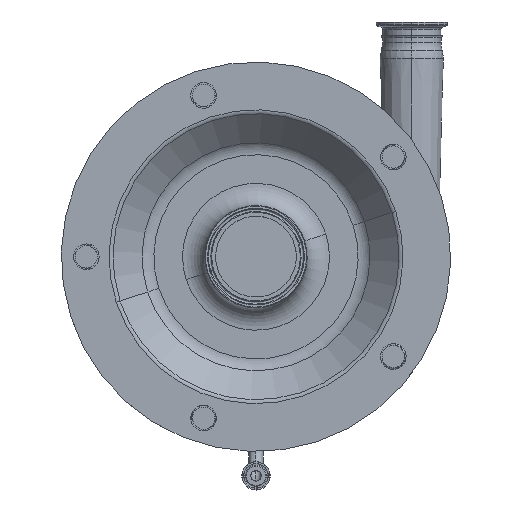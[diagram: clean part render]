
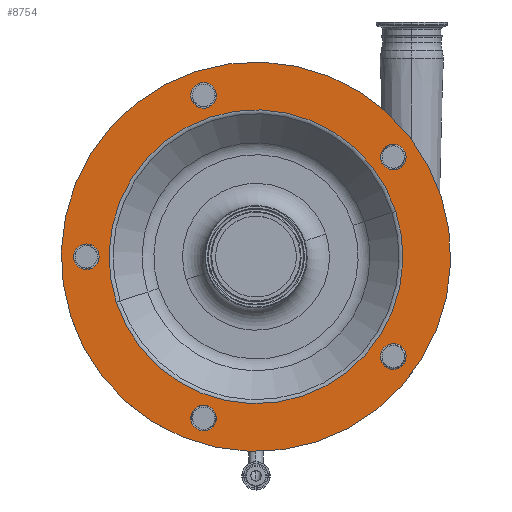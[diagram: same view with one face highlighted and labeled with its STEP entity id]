
A CAD part, top view. The second image highlights one B-rep face of the part: STEP entity #8754.
In plain terms, the highlighted planar face has unit normal (0, 0, 1).
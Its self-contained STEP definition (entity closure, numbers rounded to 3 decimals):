
#82 = CIRCLE ( 'NONE', #11993, 11.5 ) ;
#165 = DIRECTION ( 'NONE',  ( 0.951, 0.309, 0. ) ) ;
#347 = CARTESIAN_POINT ( 'NONE',  ( -166.435, -54.078, 321.5 ) ) ;
#375 = CARTESIAN_POINT ( 'NONE',  ( 0., 0., 321.5 ) ) ;
#413 = VERTEX_POINT ( 'NONE', #12790 ) ;
#474 = EDGE_CURVE ( 'NONE', #5118, #11223, #3770, .T. ) ;
#541 = CARTESIAN_POINT ( 'NONE',  ( 0., 0., 321.5 ) ) ;
#770 = DIRECTION ( 'NONE',  ( 0., 0., 1. ) ) ;
#1030 = CIRCLE ( 'NONE', #3899, 11.5 ) ;
#1164 = DIRECTION ( 'NONE',  ( -0.951, -0.309, 0. ) ) ;
#1271 = CARTESIAN_POINT ( 'NONE',  ( 0., 0., 321.5 ) ) ;
#1373 = AXIS2_PLACEMENT_3D ( 'NONE', #5939, #4015, #4081 ) ;
#1400 = FACE_BOUND ( 'NONE', #4029, .T. ) ;
#1420 = CIRCLE ( 'NONE', #7362, 11.5 ) ;
#1732 = EDGE_LOOP ( 'NONE', ( #6925, #11974 ) ) ;
#1748 = EDGE_CURVE ( 'NONE', #5967, #5844, #5954, .T. ) ;
#1837 = ORIENTED_EDGE ( 'NONE', *, *, #12039, .F. ) ;
#1953 = VERTEX_POINT ( 'NONE', #4424 ) ;
#2202 = AXIS2_PLACEMENT_3D ( 'NONE', #2377, #5407, #165 ) ;
#2244 = CARTESIAN_POINT ( 'NONE',  ( 166.435, 54.078, 321.5 ) ) ;
#2377 = CARTESIAN_POINT ( 'NONE',  ( -47.125, -145.036, 321.5 ) ) ;
#2425 = DIRECTION ( 'NONE',  ( 0., 0., 1. ) ) ;
#2508 = CIRCLE ( 'NONE', #3838, 11.5 ) ;
#2518 = AXIS2_PLACEMENT_3D ( 'NONE', #11401, #770, #9209 ) ;
#2564 = DIRECTION ( 'NONE',  ( -0.951, -0.309, 0. ) ) ;
#2841 = CARTESIAN_POINT ( 'NONE',  ( -152.5, 0., 321.5 ) ) ;
#2890 = CARTESIAN_POINT ( 'NONE',  ( -163.437, -3.554, 321.5 ) ) ;
#3138 = EDGE_LOOP ( 'NONE', ( #9682, #4476 ) ) ;
#3155 = CIRCLE ( 'NONE', #13329, 175. ) ;
#3227 = CIRCLE ( 'NONE', #6757, 11.5 ) ;
#3436 = DIRECTION ( 'NONE',  ( 0., 0., 1. ) ) ;
#3603 = FACE_BOUND ( 'NONE', #8572, .T. ) ;
#3668 = CIRCLE ( 'NONE', #9621, 175. ) ;
#3695 = ORIENTED_EDGE ( 'NONE', *, *, #6453, .F. ) ;
#3770 = CIRCLE ( 'NONE', #11925, 11.5 ) ;
#3838 = AXIS2_PLACEMENT_3D ( 'NONE', #5246, #4144, #5382 ) ;
#3899 = AXIS2_PLACEMENT_3D ( 'NONE', #5492, #3436, #5557 ) ;
#3937 = DIRECTION ( 'NONE',  ( -0.951, -0.309, 0. ) ) ;
#3978 = CARTESIAN_POINT ( 'NONE',  ( 125.607, 40.812, 321.5 ) ) ;
#4015 = DIRECTION ( 'NONE',  ( 0., 0., 1. ) ) ;
#4029 = EDGE_LOOP ( 'NONE', ( #12712, #10783 ) ) ;
#4081 = DIRECTION ( 'NONE',  ( 0.951, 0.309, 0. ) ) ;
#4142 = CARTESIAN_POINT ( 'NONE',  ( -36.188, 148.59, 321.5 ) ) ;
#4144 = DIRECTION ( 'NONE',  ( 0., 0., 1. ) ) ;
#4186 = EDGE_CURVE ( 'NONE', #8999, #1953, #8483, .T. ) ;
#4424 = CARTESIAN_POINT ( 'NONE',  ( 134.312, -86.084, 321.5 ) ) ;
#4476 = ORIENTED_EDGE ( 'NONE', *, *, #10723, .F. ) ;
#4499 = DIRECTION ( 'NONE',  ( 0., 0., -1. ) ) ;
#5087 = CARTESIAN_POINT ( 'NONE',  ( 134.312, 93.191, 321.5 ) ) ;
#5118 = VERTEX_POINT ( 'NONE', #4142 ) ;
#5150 = ORIENTED_EDGE ( 'NONE', *, *, #6961, .F. ) ;
#5246 = CARTESIAN_POINT ( 'NONE',  ( -47.125, -145.036, 321.5 ) ) ;
#5382 = DIRECTION ( 'NONE',  ( 0.951, 0.309, 0. ) ) ;
#5407 = DIRECTION ( 'NONE',  ( 0., 0., 1. ) ) ;
#5492 = CARTESIAN_POINT ( 'NONE',  ( 123.375, -89.637, 321.5 ) ) ;
#5557 = DIRECTION ( 'NONE',  ( 0.951, 0.309, 0. ) ) ;
#5591 = VERTEX_POINT ( 'NONE', #3978 ) ;
#5844 = VERTEX_POINT ( 'NONE', #7706 ) ;
#5874 = DIRECTION ( 'NONE',  ( 0., 0., 1. ) ) ;
#5939 = CARTESIAN_POINT ( 'NONE',  ( -47.125, 145.036, 321.5 ) ) ;
#5954 = CIRCLE ( 'NONE', #2202, 11.5 ) ;
#5967 = VERTEX_POINT ( 'NONE', #6093 ) ;
#6074 = DIRECTION ( 'NONE',  ( 0., 0., 1. ) ) ;
#6093 = CARTESIAN_POINT ( 'NONE',  ( -58.062, -148.59, 321.5 ) ) ;
#6097 = CARTESIAN_POINT ( 'NONE',  ( -58.062, 141.482, 321.5 ) ) ;
#6117 = EDGE_CURVE ( 'NONE', #6822, #413, #3227, .T. ) ;
#6263 = EDGE_CURVE ( 'NONE', #413, #6822, #1420, .T. ) ;
#6280 = CIRCLE ( 'NONE', #9824, 132.071 ) ;
#6283 = EDGE_CURVE ( 'NONE', #11922, #8807, #82, .T. ) ;
#6453 = EDGE_CURVE ( 'NONE', #5844, #5967, #2508, .T. ) ;
#6509 = EDGE_LOOP ( 'NONE', ( #13078, #12588 ) ) ;
#6567 = FACE_OUTER_BOUND ( 'NONE', #7810, .T. ) ;
#6628 = EDGE_CURVE ( 'NONE', #12279, #5591, #7145, .T. ) ;
#6640 = DIRECTION ( 'NONE',  ( -0.951, -0.309, 0. ) ) ;
#6703 = FACE_BOUND ( 'NONE', #6509, .T. ) ;
#6757 = AXIS2_PLACEMENT_3D ( 'NONE', #6781, #2425, #8933 ) ;
#6781 = CARTESIAN_POINT ( 'NONE',  ( 123.375, 89.637, 321.5 ) ) ;
#6822 = VERTEX_POINT ( 'NONE', #5087 ) ;
#6841 = CARTESIAN_POINT ( 'NONE',  ( 123.375, 89.637, 321.5 ) ) ;
#6925 = ORIENTED_EDGE ( 'NONE', *, *, #8506, .F. ) ;
#6953 = CARTESIAN_POINT ( 'NONE',  ( -47.125, 145.036, 321.5 ) ) ;
#6961 = EDGE_CURVE ( 'NONE', #1953, #8999, #1030, .T. ) ;
#7145 = CIRCLE ( 'NONE', #7581, 132.071 ) ;
#7362 = AXIS2_PLACEMENT_3D ( 'NONE', #6841, #6074, #8029 ) ;
#7435 = VERTEX_POINT ( 'NONE', #2244 ) ;
#7481 = EDGE_CURVE ( 'NONE', #5591, #12279, #6280, .T. ) ;
#7538 = CARTESIAN_POINT ( 'NONE',  ( -141.563, 3.554, 321.5 ) ) ;
#7581 = AXIS2_PLACEMENT_3D ( 'NONE', #541, #7881, #3937 ) ;
#7650 = CIRCLE ( 'NONE', #11834, 11.5 ) ;
#7706 = CARTESIAN_POINT ( 'NONE',  ( -36.188, -141.482, 321.5 ) ) ;
#7752 = CARTESIAN_POINT ( 'NONE',  ( -54.078, 166.435, 321.5 ) ) ;
#7783 = EDGE_CURVE ( 'NONE', #12778, #7435, #3668, .T. ) ;
#7810 = EDGE_LOOP ( 'NONE', ( #8196, #1837 ) ) ;
#7881 = DIRECTION ( 'NONE',  ( 0., 0., -1. ) ) ;
#8029 = DIRECTION ( 'NONE',  ( 0.951, 0.309, 0. ) ) ;
#8196 = ORIENTED_EDGE ( 'NONE', *, *, #7783, .F. ) ;
#8403 = DIRECTION ( 'NONE',  ( 0., 0., 1. ) ) ;
#8423 = CIRCLE ( 'NONE', #1373, 11.5 ) ;
#8431 = CARTESIAN_POINT ( 'NONE',  ( 112.438, -93.191, 321.5 ) ) ;
#8483 = CIRCLE ( 'NONE', #2518, 11.5 ) ;
#8506 = EDGE_CURVE ( 'NONE', #8807, #11922, #7650, .T. ) ;
#8572 = EDGE_LOOP ( 'NONE', ( #5150, #10534 ) ) ;
#8651 = PLANE ( 'NONE',  #12957 ) ;
#8754 = ADVANCED_FACE ( 'NONE', ( #13079, #13012, #3603, #6703, #1400, #6567, #9686 ), #8651, .F. ) ;
#8793 = DIRECTION ( 'NONE',  ( 0., 0., -1. ) ) ;
#8807 = VERTEX_POINT ( 'NONE', #7538 ) ;
#8933 = DIRECTION ( 'NONE',  ( 0.951, 0.309, 0. ) ) ;
#8999 = VERTEX_POINT ( 'NONE', #8431 ) ;
#9107 = CARTESIAN_POINT ( 'NONE',  ( -125.607, -40.812, 321.5 ) ) ;
#9209 = DIRECTION ( 'NONE',  ( 0.951, 0.309, 0. ) ) ;
#9621 = AXIS2_PLACEMENT_3D ( 'NONE', #1271, #4499, #6640 ) ;
#9641 = DIRECTION ( 'NONE',  ( 0., 0., -1. ) ) ;
#9682 = ORIENTED_EDGE ( 'NONE', *, *, #474, .F. ) ;
#9686 = FACE_BOUND ( 'NONE', #3138, .T. ) ;
#9824 = AXIS2_PLACEMENT_3D ( 'NONE', #375, #9641, #10738 ) ;
#9996 = DIRECTION ( 'NONE',  ( 0., 0., 1. ) ) ;
#10402 = CARTESIAN_POINT ( 'NONE',  ( -152.5, 0., 321.5 ) ) ;
#10534 = ORIENTED_EDGE ( 'NONE', *, *, #4186, .F. ) ;
#10557 = DIRECTION ( 'NONE',  ( 0., 0., -1. ) ) ;
#10617 = CARTESIAN_POINT ( 'NONE',  ( 0., 0., 321.5 ) ) ;
#10723 = EDGE_CURVE ( 'NONE', #11223, #5118, #8423, .T. ) ;
#10738 = DIRECTION ( 'NONE',  ( -0.951, -0.309, 0. ) ) ;
#10783 = ORIENTED_EDGE ( 'NONE', *, *, #7481, .T. ) ;
#11056 = DIRECTION ( 'NONE',  ( 0.951, 0.309, 0. ) ) ;
#11169 = DIRECTION ( 'NONE',  ( 0.951, 0.309, 0. ) ) ;
#11223 = VERTEX_POINT ( 'NONE', #6097 ) ;
#11401 = CARTESIAN_POINT ( 'NONE',  ( 123.375, -89.637, 321.5 ) ) ;
#11834 = AXIS2_PLACEMENT_3D ( 'NONE', #10402, #8403, #12612 ) ;
#11922 = VERTEX_POINT ( 'NONE', #2890 ) ;
#11925 = AXIS2_PLACEMENT_3D ( 'NONE', #6953, #9996, #11169 ) ;
#11974 = ORIENTED_EDGE ( 'NONE', *, *, #6283, .F. ) ;
#11993 = AXIS2_PLACEMENT_3D ( 'NONE', #2841, #5874, #11056 ) ;
#12039 = EDGE_CURVE ( 'NONE', #7435, #12778, #3155, .T. ) ;
#12279 = VERTEX_POINT ( 'NONE', #9107 ) ;
#12588 = ORIENTED_EDGE ( 'NONE', *, *, #6263, .F. ) ;
#12612 = DIRECTION ( 'NONE',  ( 0.951, 0.309, 0. ) ) ;
#12712 = ORIENTED_EDGE ( 'NONE', *, *, #6628, .T. ) ;
#12778 = VERTEX_POINT ( 'NONE', #347 ) ;
#12790 = CARTESIAN_POINT ( 'NONE',  ( 112.438, 86.084, 321.5 ) ) ;
#12957 = AXIS2_PLACEMENT_3D ( 'NONE', #7752, #8793, #2564 ) ;
#13012 = FACE_BOUND ( 'NONE', #13424, .T. ) ;
#13078 = ORIENTED_EDGE ( 'NONE', *, *, #6117, .F. ) ;
#13079 = FACE_BOUND ( 'NONE', #1732, .T. ) ;
#13329 = AXIS2_PLACEMENT_3D ( 'NONE', #10617, #10557, #1164 ) ;
#13424 = EDGE_LOOP ( 'NONE', ( #3695, #13452 ) ) ;
#13452 = ORIENTED_EDGE ( 'NONE', *, *, #1748, .F. ) ;
